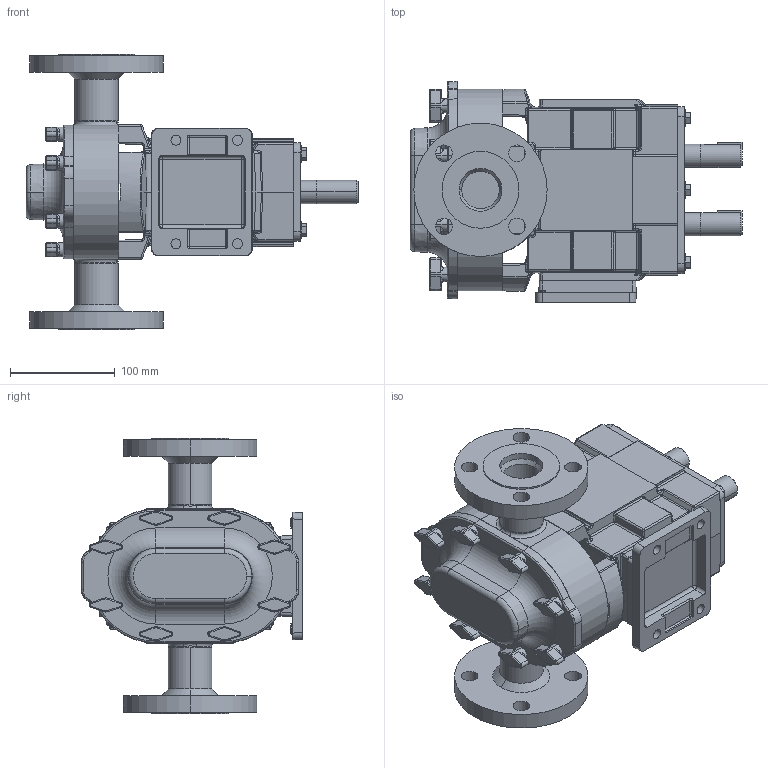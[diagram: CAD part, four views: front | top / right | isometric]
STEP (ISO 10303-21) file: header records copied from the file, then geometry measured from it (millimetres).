
FILE_DESCRIPTION (( 'STEP AP214' ), '1' );
FILE_NAME ('TRA10-0180-029.STEP', '2024-03-26T18:00:43', ( '' ), ( '' ), 'SwSTEP 2.0', 'SolidWorks 2022', '' );
FILE_SCHEMA (( 'AUTOMOTIVE_DESIGN' ));
Length unit declared in the file: inch
Products named in the file (5): 0300FLG150-15; TRA10-0150-GEARBOX-H; TRA10-0180-029; TRA10-0150-COVER-STD; TRA10-0180-BODY
Assembly tree (5 placements, depth 2):
  TRA10-0180-029
    TRA10-0150-GEARBOX-H
    TRA10-0180-BODY
    TRA10-0150-COVER-STD
    0300FLG150-15  x2
Bounding box: 316.23 x 210.61 x 262.64 mm (x, y, z)
Volume: 4430014 mm3; surface area: 394751.9 mm2
Topology: 5 solids, 5 shells, 1207 faces, 2905 edges, 1683 vertices
Faces by surface type: cylinder 469, plane 321, bspline 212, torus 85, sphere 62, cone 58
Entity records: 39717 total; most frequent: CARTESIAN_POINT 14157, ORIENTED_EDGE 5566, DIRECTION 5109, EDGE_CURVE 2783, AXIS2_PLACEMENT_3D 1957, VERTEX_POINT 1645, EDGE_LOOP 1234, LINE 1195
